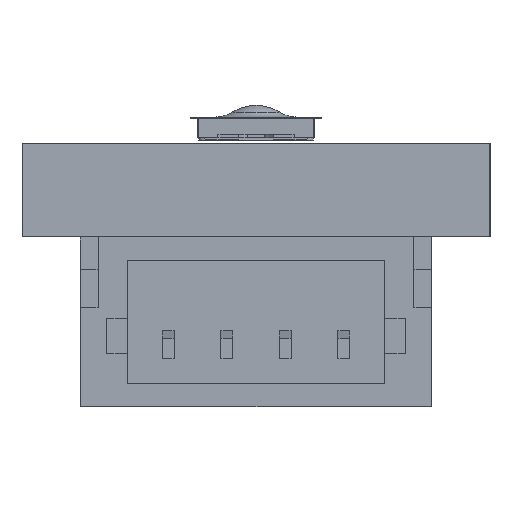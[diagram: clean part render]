
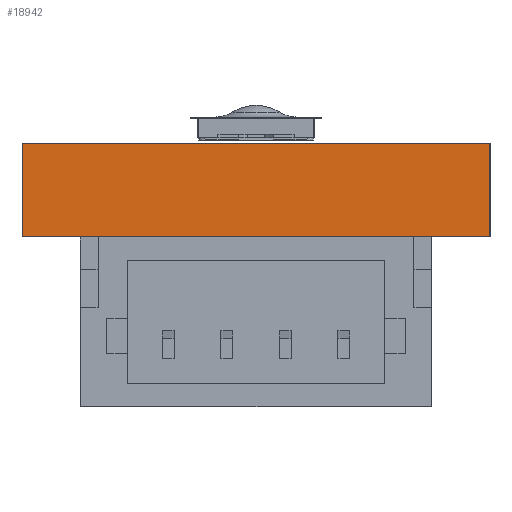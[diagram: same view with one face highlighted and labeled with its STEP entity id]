
A CAD part, left-side view. The second image highlights one B-rep face of the part: STEP entity #18942.
In plain terms, the highlighted planar face has unit normal (-1, 0, 0).
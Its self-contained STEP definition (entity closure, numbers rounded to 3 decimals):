
#18801 = PLANE('',#18802);
#18802 = AXIS2_PLACEMENT_3D('',#18803,#18804,#18805);
#18803 = CARTESIAN_POINT('',(0.,0.,1.6));
#18804 = DIRECTION('',(-0.,-0.,-1.));
#18805 = DIRECTION('',(-1.,0.,0.));
#18829 = PLANE('',#18830);
#18830 = AXIS2_PLACEMENT_3D('',#18831,#18832,#18833);
#18831 = CARTESIAN_POINT('',(-8.,-4.,0.));
#18832 = DIRECTION('',(0.,-1.,0.));
#18833 = DIRECTION('',(-1.,0.,0.));
#18855 = PLANE('',#18856);
#18856 = AXIS2_PLACEMENT_3D('',#18857,#18858,#18859);
#18857 = CARTESIAN_POINT('',(0.,0.,0.));
#18858 = DIRECTION('',(-0.,-0.,-1.));
#18859 = DIRECTION('',(-1.,0.,0.));
#18872 = VERTEX_POINT('',#18873);
#18873 = CARTESIAN_POINT('',(-16.5,-4.,1.6));
#18894 = EDGE_CURVE('',#18895,#18872,#18897,.T.);
#18895 = VERTEX_POINT('',#18896);
#18896 = CARTESIAN_POINT('',(-16.5,-4.,0.));
#18897 = SURFACE_CURVE('',#18898,(#18902,#18909),.PCURVE_S1.);
#18898 = LINE('',#18899,#18900);
#18899 = CARTESIAN_POINT('',(-16.5,-4.,0.));
#18900 = VECTOR('',#18901,1.);
#18901 = DIRECTION('',(0.,0.,1.));
#18902 = PCURVE('',#18829,#18903);
#18903 = DEFINITIONAL_REPRESENTATION('',(#18904),#18908);
#18904 = LINE('',#18905,#18906);
#18905 = CARTESIAN_POINT('',(8.5,0.));
#18906 = VECTOR('',#18907,1.);
#18907 = DIRECTION('',(0.,-1.));
#18908 = ( GEOMETRIC_REPRESENTATION_CONTEXT(2) 
PARAMETRIC_REPRESENTATION_CONTEXT() REPRESENTATION_CONTEXT('2D SPACE',''
  ) );
#18909 = PCURVE('',#18910,#18915);
#18910 = PLANE('',#18911);
#18911 = AXIS2_PLACEMENT_3D('',#18912,#18913,#18914);
#18912 = CARTESIAN_POINT('',(-16.5,-4.,0.));
#18913 = DIRECTION('',(-1.,0.,0.));
#18914 = DIRECTION('',(0.,1.,0.));
#18915 = DEFINITIONAL_REPRESENTATION('',(#18916),#18920);
#18916 = LINE('',#18917,#18918);
#18917 = CARTESIAN_POINT('',(0.,0.));
#18918 = VECTOR('',#18919,1.);
#18919 = DIRECTION('',(0.,-1.));
#18920 = ( GEOMETRIC_REPRESENTATION_CONTEXT(2) 
PARAMETRIC_REPRESENTATION_CONTEXT() REPRESENTATION_CONTEXT('2D SPACE',''
  ) );
#18942 = ADVANCED_FACE('',(#18943),#18910,.T.);
#18943 = FACE_BOUND('',#18944,.T.);
#18944 = EDGE_LOOP('',(#18945,#18946,#18969,#18997));
#18945 = ORIENTED_EDGE('',*,*,#18894,.T.);
#18946 = ORIENTED_EDGE('',*,*,#18947,.T.);
#18947 = EDGE_CURVE('',#18872,#18948,#18950,.T.);
#18948 = VERTEX_POINT('',#18949);
#18949 = CARTESIAN_POINT('',(-16.5,4.,1.6));
#18950 = SURFACE_CURVE('',#18951,(#18955,#18962),.PCURVE_S1.);
#18951 = LINE('',#18952,#18953);
#18952 = CARTESIAN_POINT('',(-16.5,-4.,1.6));
#18953 = VECTOR('',#18954,1.);
#18954 = DIRECTION('',(0.,1.,0.));
#18955 = PCURVE('',#18910,#18956);
#18956 = DEFINITIONAL_REPRESENTATION('',(#18957),#18961);
#18957 = LINE('',#18958,#18959);
#18958 = CARTESIAN_POINT('',(0.,-1.6));
#18959 = VECTOR('',#18960,1.);
#18960 = DIRECTION('',(1.,0.));
#18961 = ( GEOMETRIC_REPRESENTATION_CONTEXT(2) 
PARAMETRIC_REPRESENTATION_CONTEXT() REPRESENTATION_CONTEXT('2D SPACE',''
  ) );
#18962 = PCURVE('',#18801,#18963);
#18963 = DEFINITIONAL_REPRESENTATION('',(#18964),#18968);
#18964 = LINE('',#18965,#18966);
#18965 = CARTESIAN_POINT('',(16.5,-4.));
#18966 = VECTOR('',#18967,1.);
#18967 = DIRECTION('',(0.,1.));
#18968 = ( GEOMETRIC_REPRESENTATION_CONTEXT(2) 
PARAMETRIC_REPRESENTATION_CONTEXT() REPRESENTATION_CONTEXT('2D SPACE',''
  ) );
#18969 = ORIENTED_EDGE('',*,*,#18970,.F.);
#18970 = EDGE_CURVE('',#18971,#18948,#18973,.T.);
#18971 = VERTEX_POINT('',#18972);
#18972 = CARTESIAN_POINT('',(-16.5,4.,0.));
#18973 = SURFACE_CURVE('',#18974,(#18978,#18985),.PCURVE_S1.);
#18974 = LINE('',#18975,#18976);
#18975 = CARTESIAN_POINT('',(-16.5,4.,0.));
#18976 = VECTOR('',#18977,1.);
#18977 = DIRECTION('',(0.,0.,1.));
#18978 = PCURVE('',#18910,#18979);
#18979 = DEFINITIONAL_REPRESENTATION('',(#18980),#18984);
#18980 = LINE('',#18981,#18982);
#18981 = CARTESIAN_POINT('',(8.,0.));
#18982 = VECTOR('',#18983,1.);
#18983 = DIRECTION('',(0.,-1.));
#18984 = ( GEOMETRIC_REPRESENTATION_CONTEXT(2) 
PARAMETRIC_REPRESENTATION_CONTEXT() REPRESENTATION_CONTEXT('2D SPACE',''
  ) );
#18985 = PCURVE('',#18986,#18991);
#18986 = PLANE('',#18987);
#18987 = AXIS2_PLACEMENT_3D('',#18988,#18989,#18990);
#18988 = CARTESIAN_POINT('',(-16.5,4.,0.));
#18989 = DIRECTION('',(0.,1.,0.));
#18990 = DIRECTION('',(1.,0.,0.));
#18991 = DEFINITIONAL_REPRESENTATION('',(#18992),#18996);
#18992 = LINE('',#18993,#18994);
#18993 = CARTESIAN_POINT('',(0.,0.));
#18994 = VECTOR('',#18995,1.);
#18995 = DIRECTION('',(0.,-1.));
#18996 = ( GEOMETRIC_REPRESENTATION_CONTEXT(2) 
PARAMETRIC_REPRESENTATION_CONTEXT() REPRESENTATION_CONTEXT('2D SPACE',''
  ) );
#18997 = ORIENTED_EDGE('',*,*,#18998,.F.);
#18998 = EDGE_CURVE('',#18895,#18971,#18999,.T.);
#18999 = SURFACE_CURVE('',#19000,(#19004,#19011),.PCURVE_S1.);
#19000 = LINE('',#19001,#19002);
#19001 = CARTESIAN_POINT('',(-16.5,-4.,0.));
#19002 = VECTOR('',#19003,1.);
#19003 = DIRECTION('',(0.,1.,0.));
#19004 = PCURVE('',#18910,#19005);
#19005 = DEFINITIONAL_REPRESENTATION('',(#19006),#19010);
#19006 = LINE('',#19007,#19008);
#19007 = CARTESIAN_POINT('',(0.,0.));
#19008 = VECTOR('',#19009,1.);
#19009 = DIRECTION('',(1.,0.));
#19010 = ( GEOMETRIC_REPRESENTATION_CONTEXT(2) 
PARAMETRIC_REPRESENTATION_CONTEXT() REPRESENTATION_CONTEXT('2D SPACE',''
  ) );
#19011 = PCURVE('',#18855,#19012);
#19012 = DEFINITIONAL_REPRESENTATION('',(#19013),#19017);
#19013 = LINE('',#19014,#19015);
#19014 = CARTESIAN_POINT('',(16.5,-4.));
#19015 = VECTOR('',#19016,1.);
#19016 = DIRECTION('',(0.,1.));
#19017 = ( GEOMETRIC_REPRESENTATION_CONTEXT(2) 
PARAMETRIC_REPRESENTATION_CONTEXT() REPRESENTATION_CONTEXT('2D SPACE',''
  ) );
